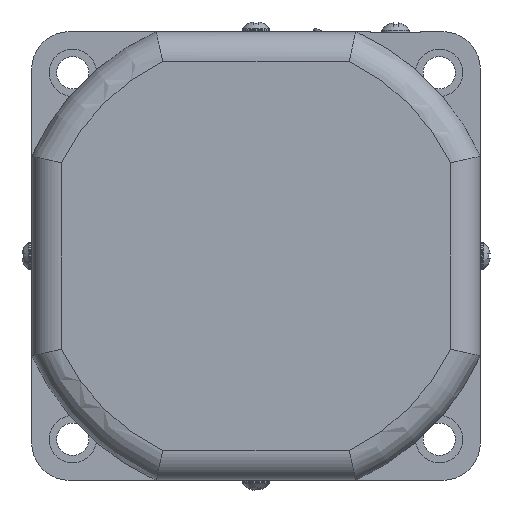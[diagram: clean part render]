
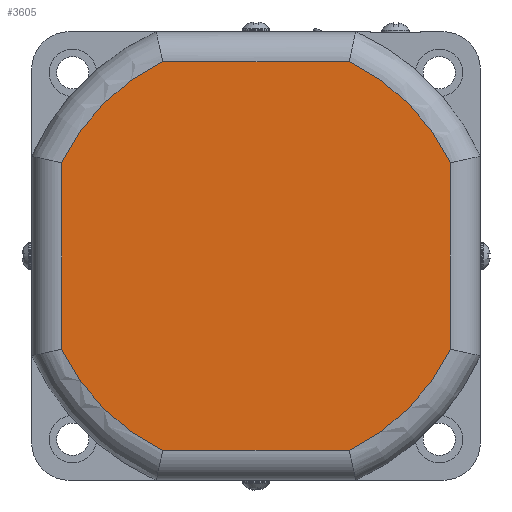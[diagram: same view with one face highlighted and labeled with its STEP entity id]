
A CAD part, left-side view. The second image highlights one B-rep face of the part: STEP entity #3605.
In plain terms, the highlighted planar face has unit normal (-1, 0, 0).
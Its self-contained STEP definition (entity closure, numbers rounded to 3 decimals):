
#3271=CARTESIAN_POINT('',(-17.8,39.,-18.697));
#3272=VERTEX_POINT('',#3271);
#3299=CARTESIAN_POINT('',(-17.8,18.697,-39.));
#3300=VERTEX_POINT('',#3299);
#3318=CARTESIAN_POINT('',(-17.8,0.,0.));
#3319=DIRECTION('',(1.,0.,0.));
#3320=DIRECTION('',(0.,0.707,-0.707));
#3321=AXIS2_PLACEMENT_3D('',#3318,#3319,#3320);
#3322=CIRCLE('',#3321,43.25);
#3323=EDGE_CURVE('',#3300,#3272,#3322,.T.);
#3335=CARTESIAN_POINT('',(-17.8,-18.697,-39.));
#3336=VERTEX_POINT('',#3335);
#3354=CARTESIAN_POINT('',(-17.8,-18.697,-39.));
#3355=DIRECTION('',(0.0,1.0,0.0));
#3356=VECTOR('',#3355,37.393);
#3357=LINE('',#3354,#3356);
#3358=EDGE_CURVE('',#3336,#3300,#3357,.T.);
#3377=CARTESIAN_POINT('',(-17.8,39.,18.697));
#3378=VERTEX_POINT('',#3377);
#3403=CARTESIAN_POINT('',(-17.8,39.,-18.697));
#3404=DIRECTION('',(0.0,0.0,1.0));
#3405=VECTOR('',#3404,37.393);
#3406=LINE('',#3403,#3405);
#3407=EDGE_CURVE('',#3272,#3378,#3406,.T.);
#3417=CARTESIAN_POINT('',(-17.8,-39.,-18.697));
#3418=VERTEX_POINT('',#3417);
#3436=CARTESIAN_POINT('',(-17.8,0.,0.));
#3437=DIRECTION('',(1.,0.,0.));
#3438=DIRECTION('',(0.,-0.707,-0.707));
#3439=AXIS2_PLACEMENT_3D('',#3436,#3437,#3438);
#3440=CIRCLE('',#3439,43.25);
#3441=EDGE_CURVE('',#3418,#3336,#3440,.T.);
#3459=CARTESIAN_POINT('',(-17.8,18.697,39.));
#3460=VERTEX_POINT('',#3459);
#3486=CARTESIAN_POINT('',(-17.8,0.,0.));
#3487=DIRECTION('',(1.,0.,0.));
#3488=DIRECTION('',(0.,0.707,0.707));
#3489=AXIS2_PLACEMENT_3D('',#3486,#3487,#3488);
#3490=CIRCLE('',#3489,43.25);
#3491=EDGE_CURVE('',#3378,#3460,#3490,.T.);
#3501=CARTESIAN_POINT('',(-17.8,-39.,18.697));
#3502=VERTEX_POINT('',#3501);
#3520=CARTESIAN_POINT('',(-17.8,-39.,18.697));
#3521=DIRECTION('',(0.0,0.0,-1.0));
#3522=VECTOR('',#3521,37.393);
#3523=LINE('',#3520,#3522);
#3524=EDGE_CURVE('',#3502,#3418,#3523,.T.);
#3536=CARTESIAN_POINT('',(-17.8,-18.697,39.));
#3537=VERTEX_POINT('',#3536);
#3557=CARTESIAN_POINT('',(-17.8,18.697,39.0));
#3558=DIRECTION('',(0.0,-1.0,0.0));
#3559=VECTOR('',#3558,37.393);
#3560=LINE('',#3557,#3559);
#3561=EDGE_CURVE('',#3460,#3537,#3560,.T.);
#3572=CARTESIAN_POINT('',(-17.8,0.,0.));
#3573=DIRECTION('',(1.,0.,0.));
#3574=DIRECTION('',(0.,-0.707,0.707));
#3575=AXIS2_PLACEMENT_3D('',#3572,#3573,#3574);
#3576=CIRCLE('',#3575,43.25);
#3577=EDGE_CURVE('',#3537,#3502,#3576,.T.);
#3590=CARTESIAN_POINT('',(-17.8,0.,0.));
#3591=DIRECTION('',(1.0,0.0,0.0));
#3592=DIRECTION('',(0.0,1.0,0.0));
#3593=AXIS2_PLACEMENT_3D('',#3590,#3591,#3592);
#3594=PLANE('',#3593);
#3595=ORIENTED_EDGE('',*,*,#3561,.F.);
#3596=ORIENTED_EDGE('',*,*,#3491,.F.);
#3597=ORIENTED_EDGE('',*,*,#3407,.F.);
#3598=ORIENTED_EDGE('',*,*,#3323,.F.);
#3599=ORIENTED_EDGE('',*,*,#3358,.F.);
#3600=ORIENTED_EDGE('',*,*,#3441,.F.);
#3601=ORIENTED_EDGE('',*,*,#3524,.F.);
#3602=ORIENTED_EDGE('',*,*,#3577,.F.);
#3603=EDGE_LOOP('',(#3595,#3596,#3597,#3598,#3599,#3600,#3601,#3602));
#3604=FACE_OUTER_BOUND('',#3603,.T.);
#3605=ADVANCED_FACE('',(#3604),#3594,.F.);
